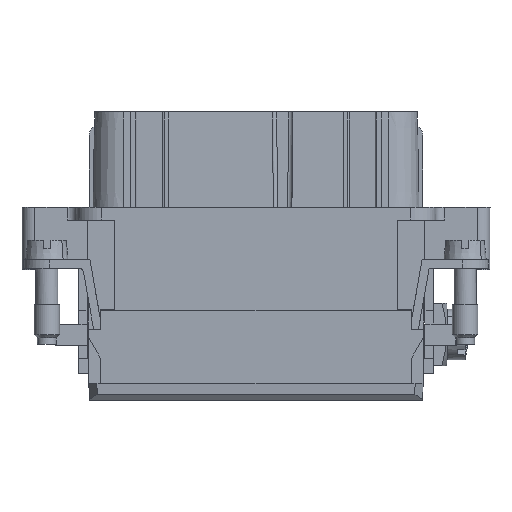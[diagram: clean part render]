
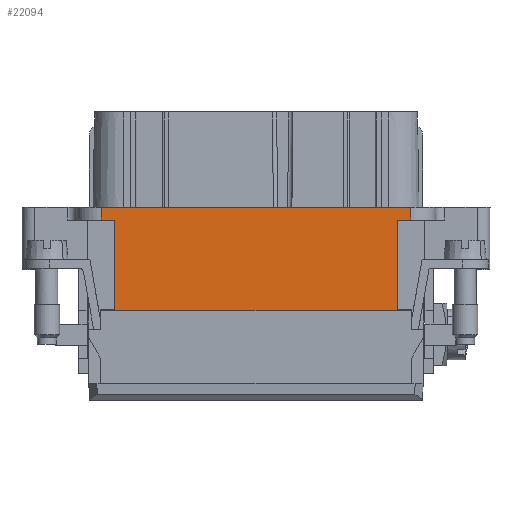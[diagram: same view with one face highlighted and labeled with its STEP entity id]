
A CAD part, left-side view. The second image highlights one B-rep face of the part: STEP entity #22094.
In plain terms, the highlighted planar face has unit normal (-1, 0, 0).
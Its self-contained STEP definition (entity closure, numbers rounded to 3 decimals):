
#22078=AXIS2_PLACEMENT_3D('Plane Axis2P3D',#22075,#22076,#22077) ;
#5947=CARTESIAN_POINT('Line Origine',(0.,27.7,22.8)) ;
#5951=CARTESIAN_POINT('Vertex',(0.,46.,22.8)) ;
#5953=CARTESIAN_POINT('Vertex',(0.,9.4,22.8)) ;
#7845=CARTESIAN_POINT('Vertex',(0.,46.,21.3)) ;
#7848=CARTESIAN_POINT('Line Origine',(0.,46.,21.65)) ;
#9274=CARTESIAN_POINT('Vertex',(0.,9.4,21.3)) ;
#9277=CARTESIAN_POINT('Line Origine',(0.,10.2,21.3)) ;
#9281=CARTESIAN_POINT('Vertex',(0.,11.,21.3)) ;
#9618=CARTESIAN_POINT('Vertex',(0.,44.4,21.3)) ;
#9621=CARTESIAN_POINT('Line Origine',(0.,45.2,21.3)) ;
#10388=CARTESIAN_POINT('Vertex',(0.,46.1,10.593)) ;
#10393=CARTESIAN_POINT('Line Origine',(0.,46.1,10.647)) ;
#10397=CARTESIAN_POINT('Vertex',(0.,46.1,10.7)) ;
#11147=CARTESIAN_POINT('Vertex',(0.,9.3,10.593)) ;
#11150=CARTESIAN_POINT('Line Origine',(0.,27.7,10.593)) ;
#11232=CARTESIAN_POINT('Line Origine',(0.,45.25,10.7)) ;
#11236=CARTESIAN_POINT('Vertex',(0.,44.4,10.7)) ;
#11312=CARTESIAN_POINT('Vertex',(0.,9.3,10.7)) ;
#11315=CARTESIAN_POINT('Line Origine',(0.,9.3,10.647)) ;
#19674=CARTESIAN_POINT('Vertex',(0.,11.,10.7)) ;
#19677=CARTESIAN_POINT('Line Origine',(0.,10.15,10.7)) ;
#20493=CARTESIAN_POINT('Line Origine',(0.,44.4,16.)) ;
#20684=CARTESIAN_POINT('Line Origine',(0.,11.,16.)) ;
#22062=CARTESIAN_POINT('Line Origine',(0.,9.4,23.)) ;
#22075=CARTESIAN_POINT('Axis2P3D Location',(0.,64.614,10.571)) ;
#5948=DIRECTION('Vector Direction',(0.,-1.,0.)) ;
#7849=DIRECTION('Vector Direction',(0.,0.,-1.)) ;
#9278=DIRECTION('Vector Direction',(0.,-1.,0.)) ;
#9622=DIRECTION('Vector Direction',(0.,-1.,0.)) ;
#10394=DIRECTION('Vector Direction',(0.,0.,1.)) ;
#11151=DIRECTION('Vector Direction',(0.,-1.,0.)) ;
#11233=DIRECTION('Vector Direction',(0.,1.,0.)) ;
#11316=DIRECTION('Vector Direction',(0.,0.,-1.)) ;
#19678=DIRECTION('Vector Direction',(0.,-1.,0.)) ;
#20494=DIRECTION('Vector Direction',(0.,0.,-1.)) ;
#20685=DIRECTION('Vector Direction',(0.,0.,1.)) ;
#22063=DIRECTION('Vector Direction',(0.,0.,1.)) ;
#22076=DIRECTION('Axis2P3D Direction',(-1.,0.,0.)) ;
#22077=DIRECTION('Axis2P3D XDirection',(0.,-1.,0.)) ;
#5949=VECTOR('Line Direction',#5948,1.) ;
#7850=VECTOR('Line Direction',#7849,1.) ;
#9279=VECTOR('Line Direction',#9278,1.) ;
#9623=VECTOR('Line Direction',#9622,1.) ;
#10395=VECTOR('Line Direction',#10394,1.) ;
#11152=VECTOR('Line Direction',#11151,1.) ;
#11234=VECTOR('Line Direction',#11233,1.) ;
#11317=VECTOR('Line Direction',#11316,1.) ;
#19679=VECTOR('Line Direction',#19678,1.) ;
#20495=VECTOR('Line Direction',#20494,1.) ;
#20686=VECTOR('Line Direction',#20685,1.) ;
#22064=VECTOR('Line Direction',#22063,1.) ;
#22081=ORIENTED_EDGE('',*,*,#11319,.F.) ;
#22082=ORIENTED_EDGE('',*,*,#19681,.F.) ;
#22083=ORIENTED_EDGE('',*,*,#20688,.T.) ;
#22084=ORIENTED_EDGE('',*,*,#9283,.T.) ;
#22085=ORIENTED_EDGE('',*,*,#22066,.F.) ;
#22086=ORIENTED_EDGE('',*,*,#5955,.F.) ;
#22087=ORIENTED_EDGE('',*,*,#7852,.T.) ;
#22088=ORIENTED_EDGE('',*,*,#9625,.T.) ;
#22089=ORIENTED_EDGE('',*,*,#20497,.T.) ;
#22090=ORIENTED_EDGE('',*,*,#11238,.T.) ;
#22091=ORIENTED_EDGE('',*,*,#10399,.F.) ;
#22092=ORIENTED_EDGE('',*,*,#11154,.T.) ;
#22094=ADVANCED_FACE('Hauptk\X2\00F6\X0\rper',(#22093),#22079,.T.) ;
#5955=EDGE_CURVE('',#5952,#5954,#5950,.T.) ;
#7852=EDGE_CURVE('',#5952,#7846,#7851,.T.) ;
#9283=EDGE_CURVE('',#9282,#9275,#9280,.T.) ;
#9625=EDGE_CURVE('',#7846,#9619,#9624,.T.) ;
#10399=EDGE_CURVE('',#10389,#10398,#10396,.T.) ;
#11154=EDGE_CURVE('',#10389,#11148,#11153,.T.) ;
#11238=EDGE_CURVE('',#11237,#10398,#11235,.T.) ;
#11319=EDGE_CURVE('',#11313,#11148,#11318,.T.) ;
#19681=EDGE_CURVE('',#19675,#11313,#19680,.T.) ;
#20497=EDGE_CURVE('',#9619,#11237,#20496,.T.) ;
#20688=EDGE_CURVE('',#19675,#9282,#20687,.T.) ;
#22066=EDGE_CURVE('',#5954,#9275,#22065,.F.) ;
#22080=EDGE_LOOP('',(#22081,#22082,#22083,#22084,#22085,#22086,#22087,#22088,#22089,#22090,#22091,#22092)) ;
#22093=FACE_OUTER_BOUND('',#22080,.T.) ;
#5950=LINE('Line',#5947,#5949) ;
#7851=LINE('Line',#7848,#7850) ;
#9280=LINE('Line',#9277,#9279) ;
#9624=LINE('Line',#9621,#9623) ;
#10396=LINE('Line',#10393,#10395) ;
#11153=LINE('Line',#11150,#11152) ;
#11235=LINE('Line',#11232,#11234) ;
#11318=LINE('Line',#11315,#11317) ;
#19680=LINE('Line',#19677,#19679) ;
#20496=LINE('Line',#20493,#20495) ;
#20687=LINE('Line',#20684,#20686) ;
#22065=LINE('Line',#22062,#22064) ;
#22079=PLANE('',#22078) ;
#5952=VERTEX_POINT('',#5951) ;
#5954=VERTEX_POINT('',#5953) ;
#7846=VERTEX_POINT('',#7845) ;
#9275=VERTEX_POINT('',#9274) ;
#9282=VERTEX_POINT('',#9281) ;
#9619=VERTEX_POINT('',#9618) ;
#10389=VERTEX_POINT('',#10388) ;
#10398=VERTEX_POINT('',#10397) ;
#11148=VERTEX_POINT('',#11147) ;
#11237=VERTEX_POINT('',#11236) ;
#11313=VERTEX_POINT('',#11312) ;
#19675=VERTEX_POINT('',#19674) ;
